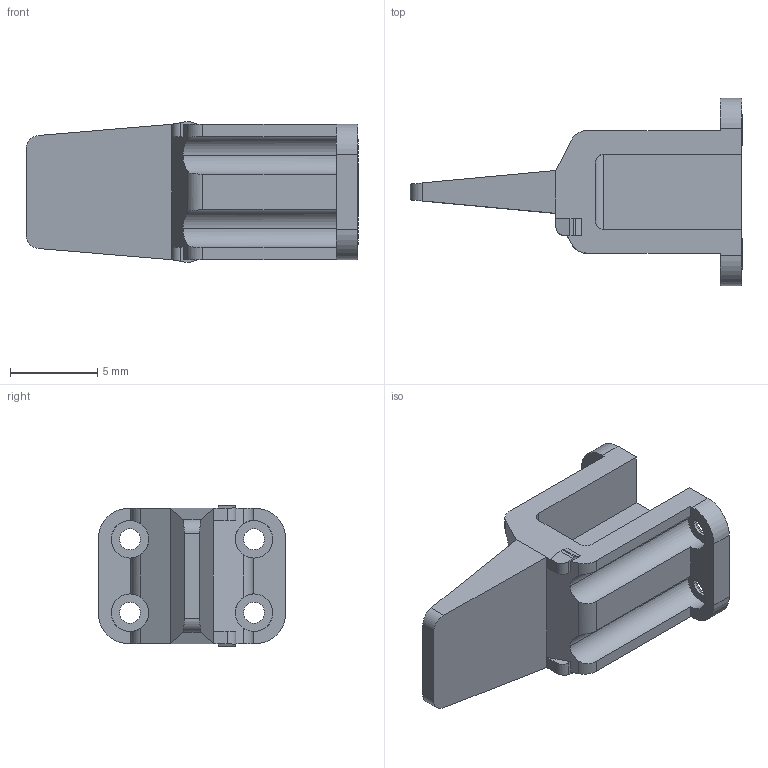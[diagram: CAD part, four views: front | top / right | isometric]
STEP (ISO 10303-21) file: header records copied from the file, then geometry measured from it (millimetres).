
FILE_DESCRIPTION((''),'2;1');
FILE_NAME('AWM-4S','2014-11-03T',('Orion.Li'),(''),'PRO/ENGINEER BY PARAMETRIC TECHNOLOGY CORPORATION, 2013230','PRO/ENGINEER BY PARAMETRIC TECHNOLOGY CORPORATION, 2013230','');
FILE_SCHEMA(('CONFIG_CONTROL_DESIGN'));
Length unit declared in the file: millimetre
Products named in the file (1): AWM-4S
Bounding box: 19 x 10.72 x 8.05 mm (x, y, z)
Volume: 388.1 mm3; surface area: 755.9 mm2
Topology: 1 solids, 1 shells, 92 faces, 250 edges, 160 vertices
Faces by surface type: plane 46, cylinder 38, cone 8
Entity records: 3046 total; most frequent: CARTESIAN_POINT 670, ORIENTED_EDGE 500, DIRECTION 470, EDGE_CURVE 250, VECTOR 162, LINE 162, VERTEX_POINT 160, AXIS2_PLACEMENT_3D 154
